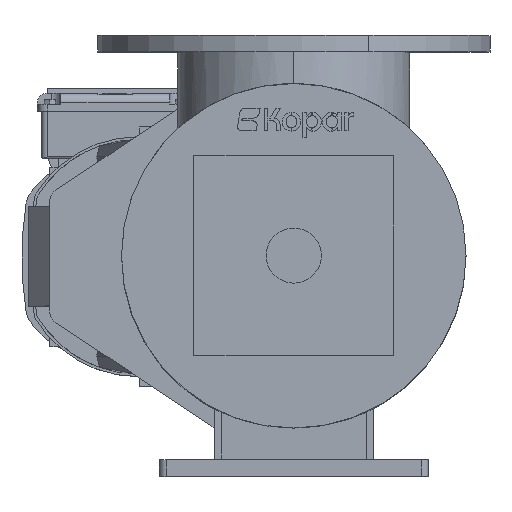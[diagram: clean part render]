
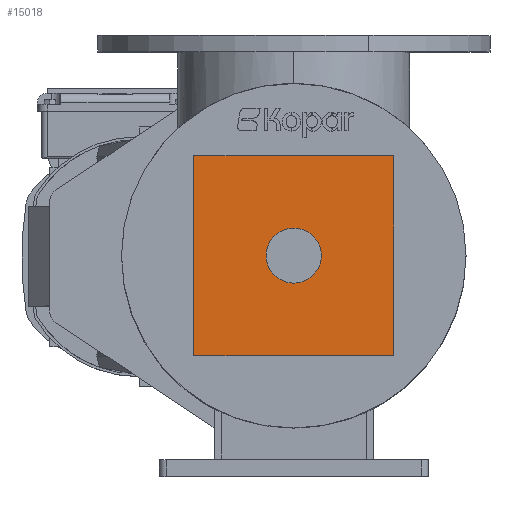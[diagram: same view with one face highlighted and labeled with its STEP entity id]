
A CAD part, top view. The second image highlights one B-rep face of the part: STEP entity #15018.
In plain terms, the highlighted planar face has unit normal (0, 0, 1).
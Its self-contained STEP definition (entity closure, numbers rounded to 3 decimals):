
#631 = CARTESIAN_POINT ( 'NONE',  ( -72.5, 72.5, 170. ) ) ;
#3599 = LINE ( 'NONE', #29436, #50935 ) ;
#4609 = VERTEX_POINT ( 'NONE', #62357 ) ;
#7879 = DIRECTION ( 'NONE',  ( 0., 1., 0. ) ) ;
#10070 = ORIENTED_EDGE ( 'NONE', *, *, #23720, .T. ) ;
#11341 = DIRECTION ( 'NONE',  ( -1., 0., 0. ) ) ;
#11881 = VECTOR ( 'NONE', #64350, 1000. ) ;
#11973 = CARTESIAN_POINT ( 'NONE',  ( 72.5, -72.5, 170. ) ) ;
#15018 = ADVANCED_FACE ( 'NONE', ( #66257 ), #65579, .F. ) ;
#17254 = CARTESIAN_POINT ( 'NONE',  ( -72.5, -72.5, 170. ) ) ;
#17377 = CARTESIAN_POINT ( 'NONE',  ( 72.5, -72.5, 170. ) ) ;
#18515 = DIRECTION ( 'NONE',  ( -1., 0., 0. ) ) ;
#21283 = ORIENTED_EDGE ( 'NONE', *, *, #41116, .T. ) ;
#22091 = LINE ( 'NONE', #17254, #11881 ) ;
#23145 = AXIS2_PLACEMENT_3D ( 'NONE', #24304, #49716, #18515 ) ;
#23720 = EDGE_CURVE ( 'NONE', #4609, #39644, #22091, .T. ) ;
#24304 = CARTESIAN_POINT ( 'NONE',  ( 0., 0., 170. ) ) ;
#29436 = CARTESIAN_POINT ( 'NONE',  ( -72.5, -72.5, 170. ) ) ;
#29552 = CARTESIAN_POINT ( 'NONE',  ( -72.5, -72.5, 170. ) ) ;
#31499 = EDGE_CURVE ( 'NONE', #37679, #54619, #59100, .T. ) ;
#36960 = ORIENTED_EDGE ( 'NONE', *, *, #31499, .T. ) ;
#37679 = VERTEX_POINT ( 'NONE', #17377 ) ;
#39644 = VERTEX_POINT ( 'NONE', #29552 ) ;
#41116 = EDGE_CURVE ( 'NONE', #39644, #37679, #3599, .T. ) ;
#41921 = LINE ( 'NONE', #631, #55011 ) ;
#47688 = ORIENTED_EDGE ( 'NONE', *, *, #62442, .T. ) ;
#49634 = DIRECTION ( 'NONE',  ( 1., 0., 0. ) ) ;
#49716 = DIRECTION ( 'NONE',  ( 0., 0., -1. ) ) ;
#50935 = VECTOR ( 'NONE', #49634, 1000. ) ;
#54619 = VERTEX_POINT ( 'NONE', #66256 ) ;
#55011 = VECTOR ( 'NONE', #11341, 1000. ) ;
#55477 = EDGE_LOOP ( 'NONE', ( #36960, #47688, #10070, #21283 ) ) ;
#59100 = LINE ( 'NONE', #11973, #59428 ) ;
#59428 = VECTOR ( 'NONE', #7879, 1000. ) ;
#62357 = CARTESIAN_POINT ( 'NONE',  ( -72.5, 72.5, 170. ) ) ;
#62442 = EDGE_CURVE ( 'NONE', #54619, #4609, #41921, .T. ) ;
#64350 = DIRECTION ( 'NONE',  ( 0., -1., 0. ) ) ;
#65579 = PLANE ( 'NONE',  #23145 ) ;
#66256 = CARTESIAN_POINT ( 'NONE',  ( 72.5, 72.5, 170. ) ) ;
#66257 = FACE_OUTER_BOUND ( 'NONE', #55477, .T. ) ;
